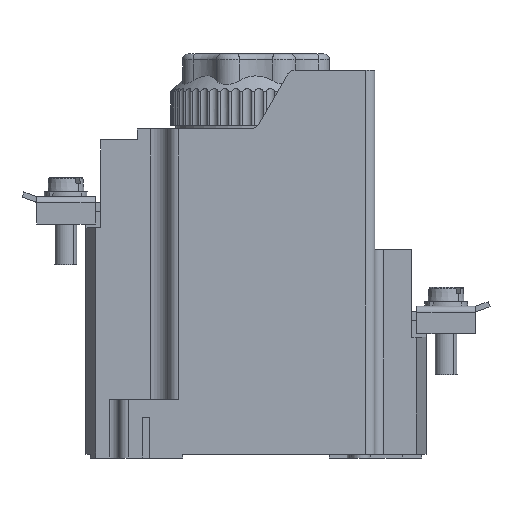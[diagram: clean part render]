
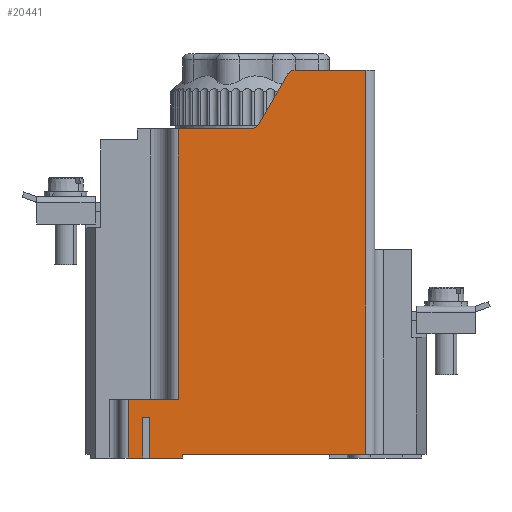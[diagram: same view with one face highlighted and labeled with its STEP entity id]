
A CAD part, front view. The second image highlights one B-rep face of the part: STEP entity #20441.
In plain terms, the highlighted planar face has unit normal (0, -1, 0).
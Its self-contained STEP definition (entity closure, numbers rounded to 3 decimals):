
#359 = VERTEX_POINT ( 'NONE', #25064 ) ;
#808 = CARTESIAN_POINT ( 'NONE',  ( 25.25, 0., 16. ) ) ;
#916 = CIRCLE ( 'NONE', #4268, 2.5 ) ;
#930 = ORIENTED_EDGE ( 'NONE', *, *, #42370, .F. ) ;
#1073 = CARTESIAN_POINT ( 'NONE',  ( 0., 0., 90. ) ) ;
#1259 = EDGE_CURVE ( 'NONE', #359, #32766, #31948, .T. ) ;
#1475 = VERTEX_POINT ( 'NONE', #4375 ) ;
#1865 = LINE ( 'NONE', #8519, #26263 ) ;
#1979 = CARTESIAN_POINT ( 'NONE',  ( 25.25, 0., 16. ) ) ;
#2094 = DIRECTION ( 'NONE',  ( 0., 0., 1. ) ) ;
#2156 = DIRECTION ( 'NONE',  ( -0.5, 0., -0.866 ) ) ;
#2739 = LINE ( 'NONE', #808, #42645 ) ;
#2866 = LINE ( 'NONE', #14420, #36062 ) ;
#3227 = DIRECTION ( 'NONE',  ( 1., 0., 0. ) ) ;
#3656 = LINE ( 'NONE', #42762, #11406 ) ;
#3675 = ORIENTED_EDGE ( 'NONE', *, *, #28049, .F. ) ;
#4115 = CARTESIAN_POINT ( 'NONE',  ( 47.222, 0., 91.25 ) ) ;
#4268 = AXIS2_PLACEMENT_3D ( 'NONE', #41812, #21949, #2094 ) ;
#4375 = CARTESIAN_POINT ( 'NONE',  ( 76.5, 0., 106. ) ) ;
#4408 = DIRECTION ( 'NONE',  ( 0., 0., 1. ) ) ;
#5016 = EDGE_LOOP ( 'NONE', ( #39122, #11464, #42602, #37230, #23003, #27634, #930, #40785, #20142, #15291, #7987, #11554, #3675, #38581, #33043, #36038 ) ) ;
#5563 = VECTOR ( 'NONE', #7931, 1000. ) ;
#5572 = LINE ( 'NONE', #36219, #38776 ) ;
#6105 = DIRECTION ( 'NONE',  ( 0., 1., 0. ) ) ;
#6293 = CARTESIAN_POINT ( 'NONE',  ( 26.5, 0., 1. ) ) ;
#6362 = CARTESIAN_POINT ( 'NONE',  ( 15.5, 0., 0. ) ) ;
#6607 = CARTESIAN_POINT ( 'NONE',  ( 26.5, 0., 1. ) ) ;
#7931 = DIRECTION ( 'NONE',  ( 1., 0., 0. ) ) ;
#7964 = VERTEX_POINT ( 'NONE', #15689 ) ;
#7987 = ORIENTED_EDGE ( 'NONE', *, *, #11369, .F. ) ;
#8519 = CARTESIAN_POINT ( 'NONE',  ( 46.5, 0., 90. ) ) ;
#8731 = VERTEX_POINT ( 'NONE', #36531 ) ;
#8866 = VECTOR ( 'NONE', #14158, 1000. ) ;
#9062 = CARTESIAN_POINT ( 'NONE',  ( 11.5, 0., 0. ) ) ;
#9876 = CARTESIAN_POINT ( 'NONE',  ( 0., 0., 0. ) ) ;
#10754 = FACE_OUTER_BOUND ( 'NONE', #5016, .T. ) ;
#10813 = VERTEX_POINT ( 'NONE', #14759 ) ;
#10835 = CARTESIAN_POINT ( 'NONE',  ( 15.5, 0., 11. ) ) ;
#11369 = EDGE_CURVE ( 'NONE', #21220, #17978, #35966, .T. ) ;
#11406 = VECTOR ( 'NONE', #36106, 1000. ) ;
#11464 = ORIENTED_EDGE ( 'NONE', *, *, #28503, .T. ) ;
#11554 = ORIENTED_EDGE ( 'NONE', *, *, #36370, .F. ) ;
#11637 = LINE ( 'NONE', #6293, #37069 ) ;
#12888 = CARTESIAN_POINT ( 'NONE',  ( 17.5, 0., 11. ) ) ;
#13025 = CIRCLE ( 'NONE', #38121, 2.5 ) ;
#13681 = CARTESIAN_POINT ( 'NONE',  ( 0., 0., 1. ) ) ;
#14158 = DIRECTION ( 'NONE',  ( 0., 0., -1. ) ) ;
#14420 = CARTESIAN_POINT ( 'NONE',  ( 79., 0., 106. ) ) ;
#14759 = CARTESIAN_POINT ( 'NONE',  ( 17.5, 0., 11. ) ) ;
#14909 = VERTEX_POINT ( 'NONE', #1979 ) ;
#15291 = ORIENTED_EDGE ( 'NONE', *, *, #17739, .T. ) ;
#15689 = CARTESIAN_POINT ( 'NONE',  ( 11.5, 0., 16. ) ) ;
#15860 = LINE ( 'NONE', #12888, #24737 ) ;
#17739 = EDGE_CURVE ( 'NONE', #26443, #17978, #13025, .T. ) ;
#17978 = VERTEX_POINT ( 'NONE', #28558 ) ;
#18302 = VECTOR ( 'NONE', #25338, 1000. ) ;
#19480 = DIRECTION ( 'NONE',  ( 0., 0., -1. ) ) ;
#19784 = CARTESIAN_POINT ( 'NONE',  ( 25.25, 0., 16. ) ) ;
#20142 = ORIENTED_EDGE ( 'NONE', *, *, #41934, .T. ) ;
#20441 = ADVANCED_FACE ( 'NONE', ( #10754 ), #20922, .F. ) ;
#20484 = EDGE_CURVE ( 'NONE', #38716, #20923, #916, .T. ) ;
#20629 = AXIS2_PLACEMENT_3D ( 'NONE', #1073, #24273, #4408 ) ;
#20771 = CARTESIAN_POINT ( 'NONE',  ( 15.5, 0., 11. ) ) ;
#20922 = PLANE ( 'NONE',  #20629 ) ;
#20923 = VERTEX_POINT ( 'NONE', #27600 ) ;
#21220 = VERTEX_POINT ( 'NONE', #35944 ) ;
#21410 = VECTOR ( 'NONE', #26932, 1000. ) ;
#21949 = DIRECTION ( 'NONE',  ( 0., -1., 0. ) ) ;
#21991 = CARTESIAN_POINT ( 'NONE',  ( 0., 0., 90. ) ) ;
#22720 = LINE ( 'NONE', #19784, #40369 ) ;
#23003 = ORIENTED_EDGE ( 'NONE', *, *, #36245, .F. ) ;
#23127 = DIRECTION ( 'NONE',  ( 1., 0., 0. ) ) ;
#24256 = LINE ( 'NONE', #24495, #5563 ) ;
#24273 = DIRECTION ( 'NONE',  ( 0., 1., 0. ) ) ;
#24462 = VECTOR ( 'NONE', #30892, 1000. ) ;
#24495 = CARTESIAN_POINT ( 'NONE',  ( 0., 0., 0. ) ) ;
#24556 = VERTEX_POINT ( 'NONE', #9062 ) ;
#24737 = VECTOR ( 'NONE', #36129, 1000. ) ;
#25064 = CARTESIAN_POINT ( 'NONE',  ( 17.5, 0., 0. ) ) ;
#25338 = DIRECTION ( 'NONE',  ( 1., 0., 0. ) ) ;
#25993 = CARTESIAN_POINT ( 'NONE',  ( 45.057, 0., 92.5 ) ) ;
#26263 = VECTOR ( 'NONE', #2156, 1000. ) ;
#26443 = VERTEX_POINT ( 'NONE', #4115 ) ;
#26932 = DIRECTION ( 'NONE',  ( -1., 0., 0. ) ) ;
#27525 = EDGE_CURVE ( 'NONE', #8731, #1475, #5572, .T. ) ;
#27600 = CARTESIAN_POINT ( 'NONE',  ( 55.016, 0., 104.75 ) ) ;
#27634 = ORIENTED_EDGE ( 'NONE', *, *, #27525, .T. ) ;
#28049 = EDGE_CURVE ( 'NONE', #7964, #14909, #22720, .T. ) ;
#28171 = CARTESIAN_POINT ( 'NONE',  ( 57.181, 0., 106. ) ) ;
#28503 = EDGE_CURVE ( 'NONE', #10813, #359, #15860, .T. ) ;
#28558 = CARTESIAN_POINT ( 'NONE',  ( 45.057, 0., 90. ) ) ;
#28873 = CARTESIAN_POINT ( 'NONE',  ( 26.5, 0., 0. ) ) ;
#29314 = DIRECTION ( 'NONE',  ( 0., 0., 1. ) ) ;
#29694 = DIRECTION ( 'NONE',  ( 0., 0., 1. ) ) ;
#29719 = EDGE_CURVE ( 'NONE', #31865, #32766, #11637, .T. ) ;
#29973 = VERTEX_POINT ( 'NONE', #20771 ) ;
#30892 = DIRECTION ( 'NONE',  ( 0., 0., -1. ) ) ;
#30907 = VECTOR ( 'NONE', #3227, 1000. ) ;
#31865 = VERTEX_POINT ( 'NONE', #6607 ) ;
#31948 = LINE ( 'NONE', #9876, #30907 ) ;
#32231 = LINE ( 'NONE', #34216, #24462 ) ;
#32766 = VERTEX_POINT ( 'NONE', #28873 ) ;
#33043 = ORIENTED_EDGE ( 'NONE', *, *, #40986, .T. ) ;
#33087 = EDGE_CURVE ( 'NONE', #29973, #40650, #35348, .T. ) ;
#33820 = EDGE_CURVE ( 'NONE', #10813, #29973, #3656, .T. ) ;
#34216 = CARTESIAN_POINT ( 'NONE',  ( 11.5, 0., 90. ) ) ;
#35348 = LINE ( 'NONE', #10835, #8866 ) ;
#35944 = CARTESIAN_POINT ( 'NONE',  ( 25.25, 0., 90. ) ) ;
#35966 = LINE ( 'NONE', #21991, #18302 ) ;
#36038 = ORIENTED_EDGE ( 'NONE', *, *, #33087, .F. ) ;
#36062 = VECTOR ( 'NONE', #40955, 1000. ) ;
#36106 = DIRECTION ( 'NONE',  ( -1., 0., 0. ) ) ;
#36129 = DIRECTION ( 'NONE',  ( 0., 0., -1. ) ) ;
#36219 = CARTESIAN_POINT ( 'NONE',  ( 76.5, 0., 90. ) ) ;
#36245 = EDGE_CURVE ( 'NONE', #8731, #31865, #38000, .T. ) ;
#36370 = EDGE_CURVE ( 'NONE', #14909, #21220, #2739, .T. ) ;
#36531 = CARTESIAN_POINT ( 'NONE',  ( 76.5, 0., 1. ) ) ;
#37069 = VECTOR ( 'NONE', #19480, 1000. ) ;
#37230 = ORIENTED_EDGE ( 'NONE', *, *, #29719, .F. ) ;
#37341 = DIRECTION ( 'NONE',  ( 0., 0., 1. ) ) ;
#37418 = EDGE_CURVE ( 'NONE', #7964, #24556, #32231, .T. ) ;
#38000 = LINE ( 'NONE', #13681, #21410 ) ;
#38121 = AXIS2_PLACEMENT_3D ( 'NONE', #25993, #6105, #29314 ) ;
#38581 = ORIENTED_EDGE ( 'NONE', *, *, #37418, .T. ) ;
#38716 = VERTEX_POINT ( 'NONE', #28171 ) ;
#38776 = VECTOR ( 'NONE', #29694, 1000. ) ;
#39122 = ORIENTED_EDGE ( 'NONE', *, *, #33820, .F. ) ;
#40369 = VECTOR ( 'NONE', #23127, 1000. ) ;
#40650 = VERTEX_POINT ( 'NONE', #6362 ) ;
#40785 = ORIENTED_EDGE ( 'NONE', *, *, #20484, .T. ) ;
#40955 = DIRECTION ( 'NONE',  ( 1., 0., 0. ) ) ;
#40986 = EDGE_CURVE ( 'NONE', #24556, #40650, #24256, .T. ) ;
#41812 = CARTESIAN_POINT ( 'NONE',  ( 57.181, 0., 103.5 ) ) ;
#41934 = EDGE_CURVE ( 'NONE', #20923, #26443, #1865, .T. ) ;
#42370 = EDGE_CURVE ( 'NONE', #38716, #1475, #2866, .T. ) ;
#42602 = ORIENTED_EDGE ( 'NONE', *, *, #1259, .T. ) ;
#42645 = VECTOR ( 'NONE', #37341, 1000. ) ;
#42762 = CARTESIAN_POINT ( 'NONE',  ( 17.5, 0., 11. ) ) ;
